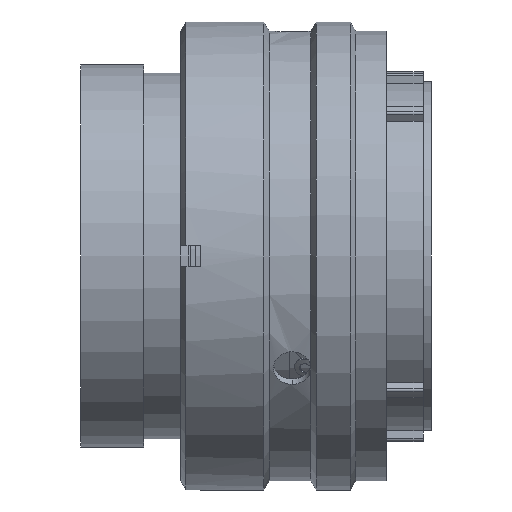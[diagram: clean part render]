
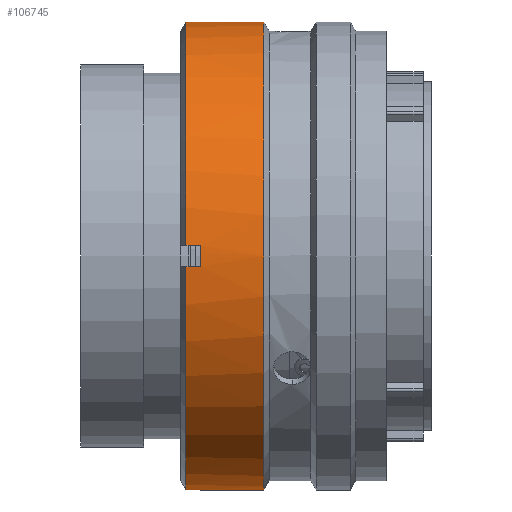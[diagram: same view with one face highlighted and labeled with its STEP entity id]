
A CAD part, front view. The second image highlights one B-rep face of the part: STEP entity #106745.
In plain terms, the highlighted cylindrical face has radius 22.25 mm (diameter 44.5 mm), a partial arc.
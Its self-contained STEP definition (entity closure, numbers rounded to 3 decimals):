
#3032 = DIRECTION ( 'NONE',  ( -1., 0., 0. ) ) ;
#6326 = ORIENTED_EDGE ( 'NONE', *, *, #8950, .T. ) ;
#8155 = DIRECTION ( 'NONE',  ( 1., 0., 0. ) ) ;
#8233 = DIRECTION ( 'NONE',  ( 1., 0., 0. ) ) ;
#8950 = EDGE_CURVE ( 'NONE', #96738, #78011, #22215, .T. ) ;
#9465 = LINE ( 'NONE', #55173, #47188 ) ;
#10609 = CARTESIAN_POINT ( 'NONE',  ( 11.42, -1., -22.228 ) ) ;
#13548 = CARTESIAN_POINT ( 'NONE',  ( 11.42, -22.228, 1. ) ) ;
#14200 = CARTESIAN_POINT ( 'NONE',  ( 11.42, 0., 0. ) ) ;
#14345 = EDGE_CURVE ( 'NONE', #99232, #91116, #9465, .T. ) ;
#16498 = VECTOR ( 'NONE', #101273, 1000. ) ;
#16680 = ORIENTED_EDGE ( 'NONE', *, *, #103041, .T. ) ;
#17090 = CIRCLE ( 'NONE', #22271, 22.25 ) ;
#18417 = VERTEX_POINT ( 'NONE', #25628 ) ;
#18626 = DIRECTION ( 'NONE',  ( 1., 0., 0. ) ) ;
#19484 = VERTEX_POINT ( 'NONE', #94929 ) ;
#20965 = EDGE_CURVE ( 'NONE', #78011, #39237, #38391, .T. ) ;
#22215 = CIRCLE ( 'NONE', #71540, 22.25 ) ;
#22271 = AXIS2_PLACEMENT_3D ( 'NONE', #85406, #66168, #65772 ) ;
#24699 = CARTESIAN_POINT ( 'NONE',  ( 17.44, 0., -22.25 ) ) ;
#25628 = CARTESIAN_POINT ( 'NONE',  ( 11.42, -22.228, -1. ) ) ;
#26069 = ORIENTED_EDGE ( 'NONE', *, *, #55579, .F. ) ;
#26146 = ORIENTED_EDGE ( 'NONE', *, *, #28736, .F. ) ;
#26274 = CARTESIAN_POINT ( 'NONE',  ( 10.02, 0., 0. ) ) ;
#27419 = CARTESIAN_POINT ( 'NONE',  ( 29.07, -1., 22.228 ) ) ;
#28736 = EDGE_CURVE ( 'NONE', #120235, #91116, #72783, .T. ) ;
#35995 = CARTESIAN_POINT ( 'NONE',  ( 17.44, 0., 0. ) ) ;
#36535 = VECTOR ( 'NONE', #120460, 1000. ) ;
#37089 = CARTESIAN_POINT ( 'NONE',  ( 17.44, 0., 22.25 ) ) ;
#37101 = VERTEX_POINT ( 'NONE', #10609 ) ;
#38391 = LINE ( 'NONE', #76148, #92384 ) ;
#39213 = EDGE_CURVE ( 'NONE', #19484, #37101, #85594, .T. ) ;
#39237 = VERTEX_POINT ( 'NONE', #13548 ) ;
#39670 = EDGE_LOOP ( 'NONE', ( #26069, #47345, #109607, #6326, #45362, #91603, #16680, #59240, #111072, #122672, #73489, #26146 ) ) ;
#44811 = DIRECTION ( 'NONE',  ( 0., 0., -1. ) ) ;
#44840 = CARTESIAN_POINT ( 'NONE',  ( 29.07, 0., 22.25 ) ) ;
#45362 = ORIENTED_EDGE ( 'NONE', *, *, #20965, .T. ) ;
#46062 = DIRECTION ( 'NONE',  ( 0., 0., -1. ) ) ;
#46583 = CARTESIAN_POINT ( 'NONE',  ( 11.42, 0., 0. ) ) ;
#47188 = VECTOR ( 'NONE', #54337, 1000. ) ;
#47345 = ORIENTED_EDGE ( 'NONE', *, *, #55773, .T. ) ;
#47952 = FACE_OUTER_BOUND ( 'NONE', #39670, .T. ) ;
#50769 = CIRCLE ( 'NONE', #99861, 22.25 ) ;
#51863 = VECTOR ( 'NONE', #59269, 1000. ) ;
#52010 = AXIS2_PLACEMENT_3D ( 'NONE', #14200, #110784, #121339 ) ;
#53571 = CARTESIAN_POINT ( 'NONE',  ( 11.42, -1., 22.228 ) ) ;
#54337 = DIRECTION ( 'NONE',  ( 1., 0., 0. ) ) ;
#55173 = CARTESIAN_POINT ( 'NONE',  ( 29.07, 0., -22.25 ) ) ;
#55579 = EDGE_CURVE ( 'NONE', #68505, #120235, #62009, .T. ) ;
#55773 = EDGE_CURVE ( 'NONE', #68505, #102597, #17090, .T. ) ;
#56109 = CIRCLE ( 'NONE', #52010, 22.25 ) ;
#56331 = EDGE_CURVE ( 'NONE', #102597, #96738, #93848, .T. ) ;
#57222 = CARTESIAN_POINT ( 'NONE',  ( 10.02, -22.228, 1. ) ) ;
#57329 = CARTESIAN_POINT ( 'NONE',  ( 29.07, 0., 0. ) ) ;
#59240 = ORIENTED_EDGE ( 'NONE', *, *, #123168, .T. ) ;
#59269 = DIRECTION ( 'NONE',  ( -1., 0., 0. ) ) ;
#62009 = LINE ( 'NONE', #44840, #36535 ) ;
#62375 = DIRECTION ( 'NONE',  ( 0., 0., -1. ) ) ;
#63076 = CARTESIAN_POINT ( 'NONE',  ( 29.07, -1., -22.228 ) ) ;
#65732 = DIRECTION ( 'NONE',  ( 1., 0., 0. ) ) ;
#65772 = DIRECTION ( 'NONE',  ( 0., 0., 1. ) ) ;
#66168 = DIRECTION ( 'NONE',  ( 1., 0., 0. ) ) ;
#67026 = VERTEX_POINT ( 'NONE', #93305 ) ;
#68505 = VERTEX_POINT ( 'NONE', #68911 ) ;
#68911 = CARTESIAN_POINT ( 'NONE',  ( 11.42, 0., 22.25 ) ) ;
#70069 = EDGE_CURVE ( 'NONE', #39237, #18417, #56109, .T. ) ;
#71135 = CARTESIAN_POINT ( 'NONE',  ( 10.02, -1., 22.228 ) ) ;
#71540 = AXIS2_PLACEMENT_3D ( 'NONE', #118706, #111532, #62375 ) ;
#72783 = CIRCLE ( 'NONE', #84504, 22.25 ) ;
#72804 = LINE ( 'NONE', #88648, #111860 ) ;
#73489 = ORIENTED_EDGE ( 'NONE', *, *, #14345, .T. ) ;
#73863 = DIRECTION ( 'NONE',  ( 0., 0., 1. ) ) ;
#76148 = CARTESIAN_POINT ( 'NONE',  ( 29.07, -22.228, 1. ) ) ;
#78011 = VERTEX_POINT ( 'NONE', #57222 ) ;
#80230 = CIRCLE ( 'NONE', #106846, 22.25 ) ;
#84504 = AXIS2_PLACEMENT_3D ( 'NONE', #35995, #123807, #46062 ) ;
#85406 = CARTESIAN_POINT ( 'NONE',  ( 11.42, 0., 0. ) ) ;
#85594 = LINE ( 'NONE', #63076, #16498 ) ;
#87351 = CARTESIAN_POINT ( 'NONE',  ( 11.42, 0., -22.25 ) ) ;
#88648 = CARTESIAN_POINT ( 'NONE',  ( 29.07, -22.228, -1. ) ) ;
#91116 = VERTEX_POINT ( 'NONE', #24699 ) ;
#91603 = ORIENTED_EDGE ( 'NONE', *, *, #70069, .T. ) ;
#92384 = VECTOR ( 'NONE', #18626, 1000. ) ;
#93305 = CARTESIAN_POINT ( 'NONE',  ( 10.02, -22.228, -1. ) ) ;
#93848 = LINE ( 'NONE', #27419, #51863 ) ;
#94929 = CARTESIAN_POINT ( 'NONE',  ( 10.02, -1., -22.228 ) ) ;
#96738 = VERTEX_POINT ( 'NONE', #71135 ) ;
#99232 = VERTEX_POINT ( 'NONE', #87351 ) ;
#99861 = AXIS2_PLACEMENT_3D ( 'NONE', #26274, #65732, #44811 ) ;
#101273 = DIRECTION ( 'NONE',  ( 1., 0., 0. ) ) ;
#102597 = VERTEX_POINT ( 'NONE', #53571 ) ;
#103041 = EDGE_CURVE ( 'NONE', #18417, #67026, #72804, .T. ) ;
#106238 = AXIS2_PLACEMENT_3D ( 'NONE', #57329, #8155, #124257 ) ;
#106745 = ADVANCED_FACE ( 'NONE', ( #47952 ), #116971, .T. ) ;
#106846 = AXIS2_PLACEMENT_3D ( 'NONE', #46583, #8233, #73863 ) ;
#109607 = ORIENTED_EDGE ( 'NONE', *, *, #56331, .T. ) ;
#110784 = DIRECTION ( 'NONE',  ( 1., 0., 0. ) ) ;
#111072 = ORIENTED_EDGE ( 'NONE', *, *, #39213, .T. ) ;
#111532 = DIRECTION ( 'NONE',  ( 1., 0., 0. ) ) ;
#111860 = VECTOR ( 'NONE', #3032, 1000. ) ;
#116971 = CYLINDRICAL_SURFACE ( 'NONE', #106238, 22.25 ) ;
#118706 = CARTESIAN_POINT ( 'NONE',  ( 10.02, 0., 0. ) ) ;
#120235 = VERTEX_POINT ( 'NONE', #37089 ) ;
#120460 = DIRECTION ( 'NONE',  ( 1., 0., 0. ) ) ;
#121163 = EDGE_CURVE ( 'NONE', #37101, #99232, #80230, .T. ) ;
#121339 = DIRECTION ( 'NONE',  ( 0., 0., 1. ) ) ;
#122672 = ORIENTED_EDGE ( 'NONE', *, *, #121163, .T. ) ;
#123168 = EDGE_CURVE ( 'NONE', #67026, #19484, #50769, .T. ) ;
#123807 = DIRECTION ( 'NONE',  ( 1., 0., 0. ) ) ;
#124257 = DIRECTION ( 'NONE',  ( 0., 0., -1. ) ) ;
